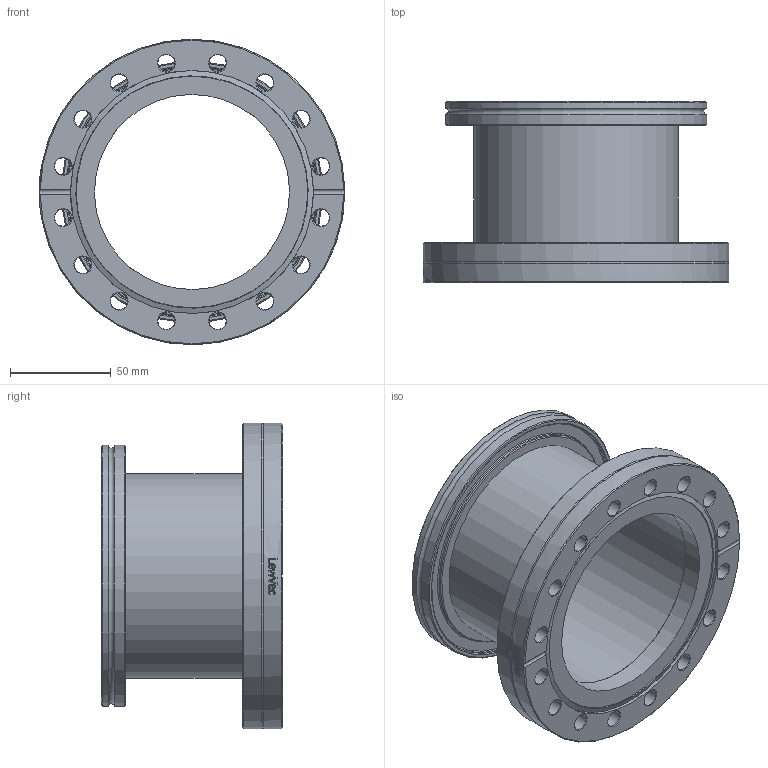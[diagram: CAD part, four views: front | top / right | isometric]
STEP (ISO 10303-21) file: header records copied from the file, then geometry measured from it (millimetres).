
FILE_DESCRIPTION(/* description */ (''),/* implementation_level */ '2;1');
FILE_NAME(/* name */ 'FL-100CF-100LF.stp',/* time_stamp */ '2019-02-13T14:22:27+00:00',/* author */ ('paul'),/* organization */ (''),/* preprocessor_version */ 'ST-DEVELOPER v17.2',/* originating_system */ 'Autodesk Inventor 2019',/* authorisation */ '');
FILE_SCHEMA (('AUTOMOTIVE_DESIGN { 1 0 10303 214 3 1 1 }'));
Length unit declared in the file: millimetre
Products named in the file (4): FL-100CF-100LF; FL-100CF-102; FL-100LF-W; tube
Assembly tree (3 placements, depth 2):
  FL-100CF-100LF
    FL-100CF-102
    FL-100LF-W
    tube
Bounding box: 151.6 x 90 x 151.6 mm (x, y, z)
Volume: 290631.4 mm3; surface area: 111875.9 mm2
Topology: 3 solids, 3 shells, 181 faces, 484 edges, 322 vertices
Faces by surface type: bspline 53, plane 43, cylinder 40, cone 39, torus 6
Full cylindrical faces by diameter (mm): 8.4 x16, 96.8 x1, 97 x1, 98.55 x1, 101.5 x1, 101.6 x1, 101.9 x1, 102.1 x1, 112.5 x1, 120.6 x1, 125 x1, 130 x2, 151.6 x2
Entity records: 18420 total; most frequent: CARTESIAN_POINT 13926, ORIENTED_EDGE 968, DIRECTION 785, EDGE_CURVE 484, VERTEX_POINT 322, AXIS2_PLACEMENT_3D 309, EDGE_LOOP 232, FACE_OUTER_BOUND 181
